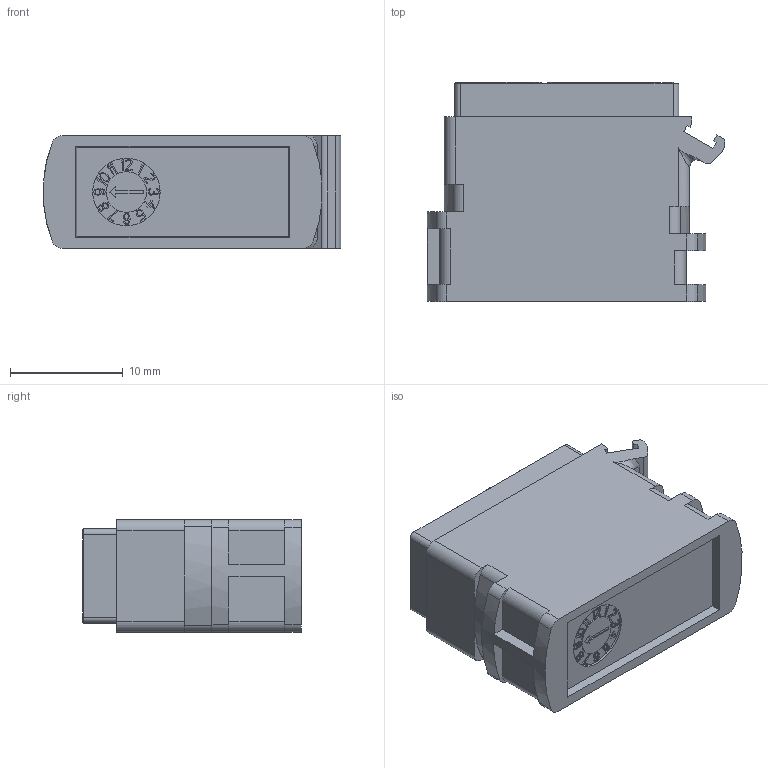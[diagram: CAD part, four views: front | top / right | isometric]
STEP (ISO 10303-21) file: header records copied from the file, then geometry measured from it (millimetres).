
FILE_DESCRIPTION((''),'2;1');
FILE_NAME('00111520902','2020-02-07T',('presta_be4'),(''),'CREO PARAMETRIC BY PTC INC, 2018360','CREO PARAMETRIC BY PTC INC, 2018360','');
FILE_SCHEMA(('CONFIG_CONTROL_DESIGN'));
Products named in the file (1): 00111520902
Bounding box: 26.45 x 19.45 x 10 mm (x, y, z)
Volume: 3027.4 mm3; surface area: 4803.4 mm2
Topology: 1 solids, 5 shells, 4073 faces, 10862 edges, 6850 vertices
Faces by surface type: plane 1677, cylinder 930, bspline 682, cone 454, torus 330
Entity records: 187893 total; most frequent: CARTESIAN_POINT 92518, ORIENTED_EDGE 21668, DIRECTION 17486, EDGE_CURVE 10834, VERTEX_POINT 6850, AXIS2_PLACEMENT_3D 5937, VECTOR 5612, LINE 5612
